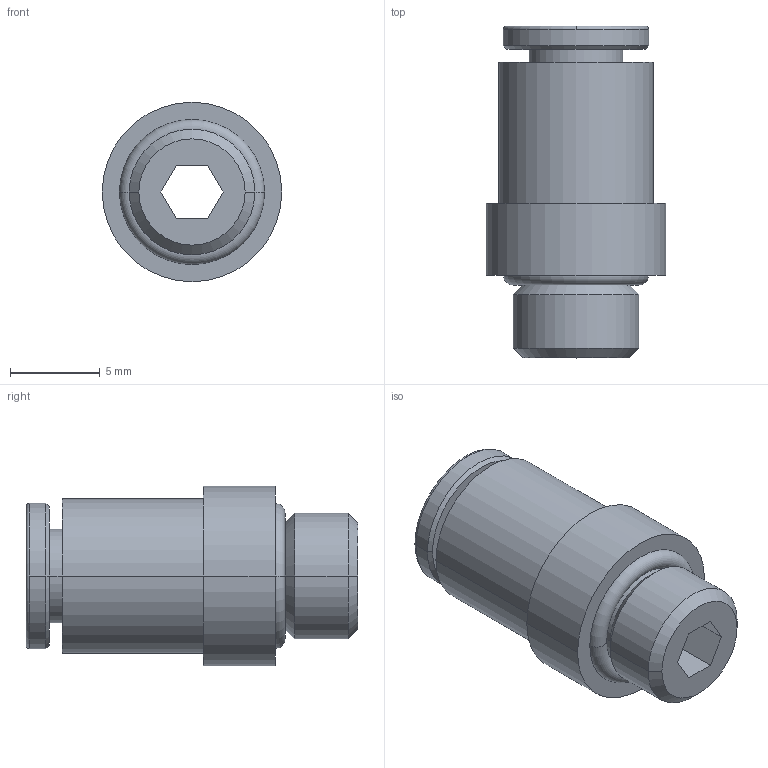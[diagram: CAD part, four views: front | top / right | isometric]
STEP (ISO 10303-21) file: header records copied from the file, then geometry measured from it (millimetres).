
FILE_DESCRIPTION(('STEP AP214'),'1');
FILE_NAME('3181_04_55.stp','2016-07-07T14:59:07',('TraceParts'),('TraceParts S.A.'),'Spatial InterOp 3D',' ',' ');
FILE_SCHEMA(('automotive_design'));
Length unit declared in the file: millimetre
Products named in the file (1): 1
Bounding box: 10 x 18.48 x 10 mm (x, y, z)
Volume: 821.9 mm3; surface area: 919.9 mm2
Topology: 1 solids, 1 shells, 37 faces, 81 edges, 51 vertices
Faces by surface type: cylinder 14, plane 13, cone 6, torus 4
Entity records: 1045 total; most frequent: DIRECTION 200, CARTESIAN_POINT 170, ORIENTED_EDGE 162, AXIS2_PLACEMENT_3D 81, EDGE_CURVE 81, VERTEX_POINT 51, EDGE_LOOP 44, CIRCLE 43
